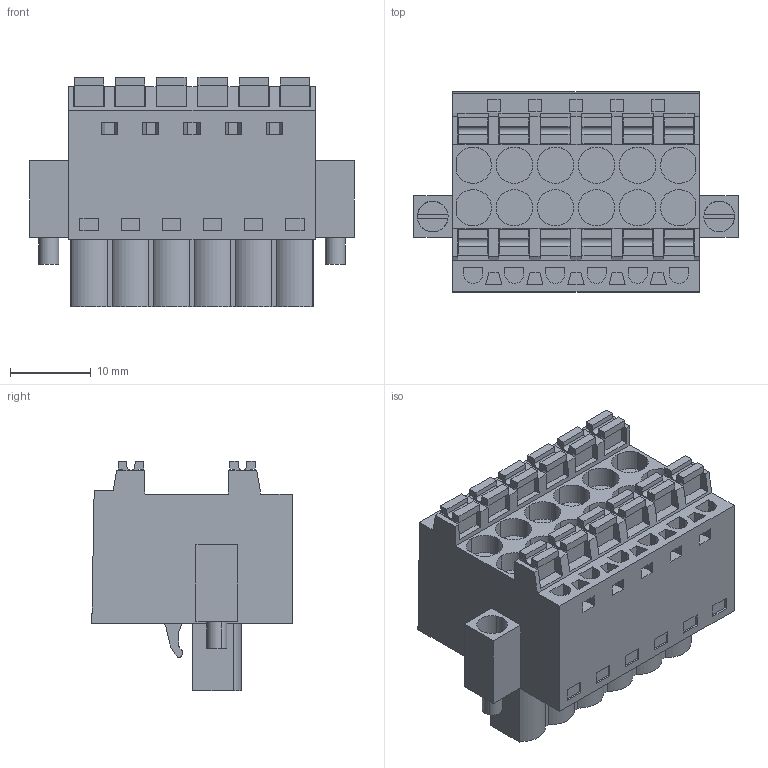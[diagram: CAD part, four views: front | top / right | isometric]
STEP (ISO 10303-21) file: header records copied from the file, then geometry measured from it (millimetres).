
FILE_DESCRIPTION(('CATIA V5 STEP Exchange','CAx-IF Rec.Pracs.--- Model Styling and Organization---1.4--- 2014-01-23'),'2;1');
FILE_NAME ('D1448083_0_1065090000_1065090000.stp','2017-09-09T07:56:10+00:00',('none'),('Weidmueller'),'CATIA Version 5-6 Release 2016','CATIA V5 STEP AP214','none');
FILE_SCHEMA(('AUTOMOTIVE_DESIGN { 1 0 10303 214 1 1 1 1 }'));
Length unit declared in the file: millimetre
Products named in the file (1): 1065090000
Bounding box: 40.1 x 24.75 x 28.33 mm (x, y, z)
Volume: 13362.6 mm3; surface area: 6940.9 mm2
Topology: 15 solids, 15 shells, 687 faces, 1894 edges, 1292 vertices
Faces by surface type: plane 579, cylinder 108
Entity records: 19978 total; most frequent: ORIENTED_EDGE 3788, CARTESIAN_POINT 3552, DIRECTION 2624, EDGE_CURVE 1894, VECTOR 1670, LINE 1670, VERTEX_POINT 1292, EDGE_LOOP 766
